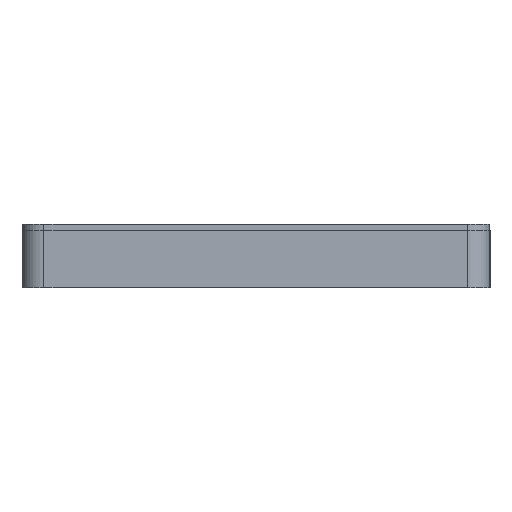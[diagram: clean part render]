
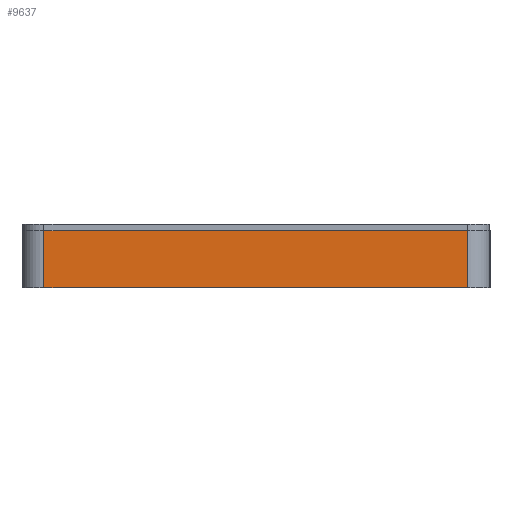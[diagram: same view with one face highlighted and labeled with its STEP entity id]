
A CAD part, left-side view. The second image highlights one B-rep face of the part: STEP entity #9637.
In plain terms, the highlighted planar face has unit normal (-1, 0, 0).
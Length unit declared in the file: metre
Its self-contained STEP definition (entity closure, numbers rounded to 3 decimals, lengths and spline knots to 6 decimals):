
#681=LINE('',#14961,#1709);
#682=LINE('',#14963,#1710);
#683=LINE('',#14965,#1711);
#684=LINE('',#14967,#1712);
#1709=VECTOR('',#12132,1.);
#1710=VECTOR('',#12135,1.);
#1711=VECTOR('',#12136,1.);
#1712=VECTOR('',#12137,1.);
#3508=ORIENTED_EDGE('',*,*,#5744,.F.);
#3509=ORIENTED_EDGE('',*,*,#5743,.T.);
#3510=ORIENTED_EDGE('',*,*,#5745,.T.);
#3511=ORIENTED_EDGE('',*,*,#5746,.T.);
#5743=EDGE_CURVE('',#6958,#6959,#681,.T.);
#5744=EDGE_CURVE('',#6958,#6960,#682,.T.);
#5745=EDGE_CURVE('',#6959,#6961,#683,.T.);
#5746=EDGE_CURVE('',#6961,#6960,#684,.F.);
#6958=VERTEX_POINT('',#14958);
#6959=VERTEX_POINT('',#14960);
#6960=VERTEX_POINT('',#14964);
#6961=VERTEX_POINT('',#14966);
#8143=EDGE_LOOP('',(#3508,#3509,#3510,#3511));
#8763=FACE_BOUND('',#8143,.T.);
#9242=PLANE('',#10435);
#9637=ADVANCED_FACE('',(#8763),#9242,.F.);
#10435=AXIS2_PLACEMENT_3D('',#14962,#12133,#12134);
#12132=DIRECTION('',(0.,0.,-1.));
#12133=DIRECTION('',(1.,0.,0.));
#12134=DIRECTION('',(0.,0.,-1.));
#12135=DIRECTION('',(0.,-1.,0.));
#12136=DIRECTION('',(0.,-1.,0.));
#12137=DIRECTION('',(0.,0.,-1.));
#14958=CARTESIAN_POINT('',(-0.209679,0.057055,0.013));
#14960=CARTESIAN_POINT('',(-0.209679,0.057055,0.));
#14961=CARTESIAN_POINT('',(-0.209679,0.057055,0.));
#14962=CARTESIAN_POINT('',(-0.209679,0.00893,0.013));
#14963=CARTESIAN_POINT('',(-0.209679,0.00893,0.013));
#14964=CARTESIAN_POINT('',(-0.209679,-0.039195,0.013));
#14965=CARTESIAN_POINT('',(-0.209679,0.00893,0.));
#14966=CARTESIAN_POINT('',(-0.209679,-0.039195,0.));
#14967=CARTESIAN_POINT('',(-0.209679,-0.039195,0.013));
